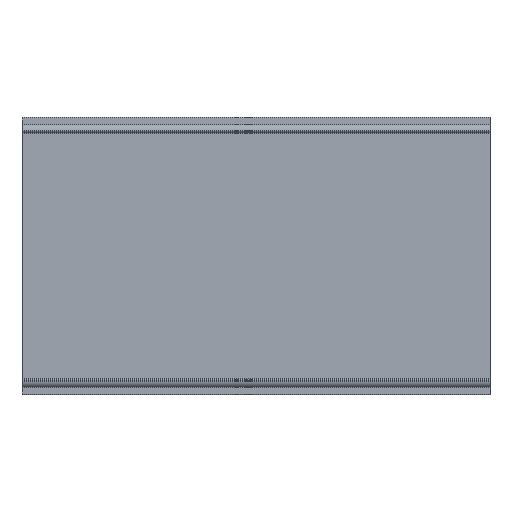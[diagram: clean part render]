
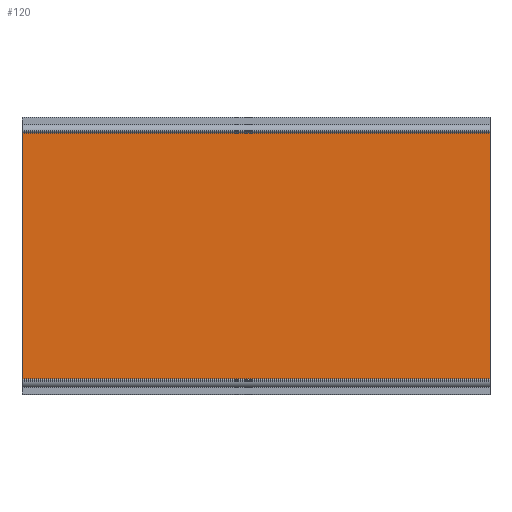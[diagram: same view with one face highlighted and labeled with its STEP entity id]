
A CAD part, left-side view. The second image highlights one B-rep face of the part: STEP entity #120.
In plain terms, the highlighted planar face has unit normal (-1, 0, 0).
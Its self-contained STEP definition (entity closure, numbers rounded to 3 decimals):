
#120 = ADVANCED_FACE( '', ( #245 ), #246, .T. );
#245 = FACE_OUTER_BOUND( '', #372, .T. );
#246 = PLANE( '', #373 );
#372 = EDGE_LOOP( '', ( #667, #668, #669, #670 ) );
#373 = AXIS2_PLACEMENT_3D( '', #671, #672, #673 );
#667 = ORIENTED_EDGE( '', *, *, #800, .F. );
#668 = ORIENTED_EDGE( '', *, *, #926, .F. );
#669 = ORIENTED_EDGE( '', *, *, #927, .T. );
#670 = ORIENTED_EDGE( '', *, *, #844, .T. );
#671 = CARTESIAN_POINT( '', ( 3.25, 100., -26.259 ) );
#672 = DIRECTION( '', ( -1., 0., 0. ) );
#673 = DIRECTION( '', ( 0., 0., 1. ) );
#800 = EDGE_CURVE( '', #956, #958, #959, .T. );
#844 = EDGE_CURVE( '', #1040, #958, #1041, .T. );
#926 = EDGE_CURVE( '', #1154, #956, #1155, .T. );
#927 = EDGE_CURVE( '', #1154, #1040, #1156, .T. );
#956 = VERTEX_POINT( '', #1187 );
#958 = VERTEX_POINT( '', #1189 );
#959 = LINE( '', #1190, #1191 );
#1040 = VERTEX_POINT( '', #1290 );
#1041 = LINE( '', #1291, #1292 );
#1154 = VERTEX_POINT( '', #1449 );
#1155 = LINE( '', #1450, #1451 );
#1156 = LINE( '', #1452, #1453 );
#1187 = CARTESIAN_POINT( '', ( 3.25, 0., 26.259 ) );
#1189 = CARTESIAN_POINT( '', ( 3.25, 0., -26.259 ) );
#1190 = CARTESIAN_POINT( '', ( 3.25, 0., -26.259 ) );
#1191 = VECTOR( '', #1487, 1000. );
#1290 = CARTESIAN_POINT( '', ( 3.25, 100., -26.259 ) );
#1291 = CARTESIAN_POINT( '', ( 3.25, 100., -26.259 ) );
#1292 = VECTOR( '', #1572, 1000. );
#1449 = CARTESIAN_POINT( '', ( 3.25, 100., 26.259 ) );
#1450 = CARTESIAN_POINT( '', ( 3.25, 100., 26.259 ) );
#1451 = VECTOR( '', #1653, 1000. );
#1452 = CARTESIAN_POINT( '', ( 3.25, 100., 26.259 ) );
#1453 = VECTOR( '', #1654, 1000. );
#1487 = DIRECTION( '', ( 0., 0., -1. ) );
#1572 = DIRECTION( '', ( 0., -1., 0. ) );
#1653 = DIRECTION( '', ( 0., -1., 0. ) );
#1654 = DIRECTION( '', ( 0., 0., -1. ) );
